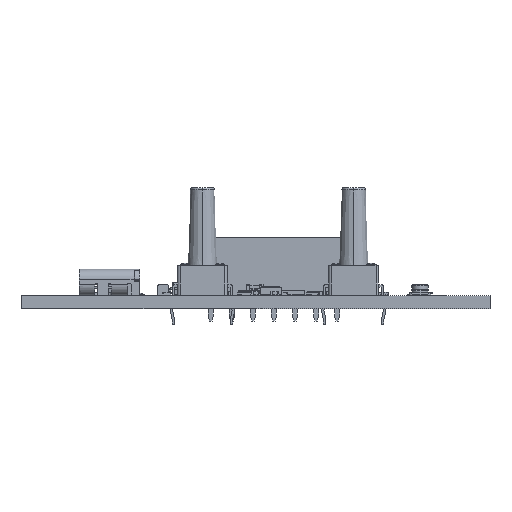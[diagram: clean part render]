
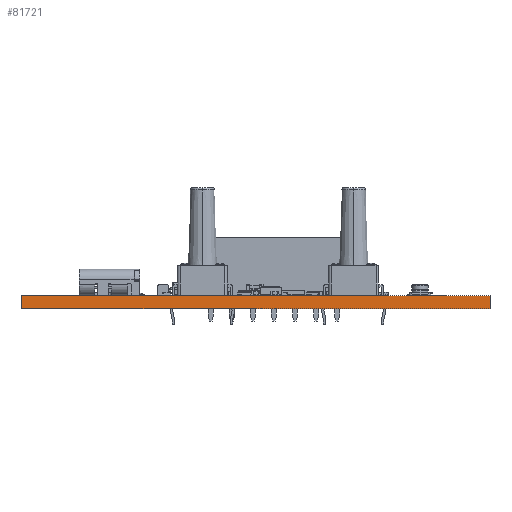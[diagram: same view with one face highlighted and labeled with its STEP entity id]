
A CAD part, front view. The second image highlights one B-rep face of the part: STEP entity #81721.
In plain terms, the highlighted planar face has unit normal (0, -1, 0).
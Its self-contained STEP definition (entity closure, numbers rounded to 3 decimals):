
#81721 = ADVANCED_FACE('',(#81722),#81756,.T.);
#81722 = FACE_BOUND('',#81723,.T.);
#81723 = EDGE_LOOP('',(#81724,#81734,#81742,#81750));
#81724 = ORIENTED_EDGE('',*,*,#81725,.T.);
#81725 = EDGE_CURVE('',#81726,#81728,#81730,.T.);
#81726 = VERTEX_POINT('',#81727);
#81727 = CARTESIAN_POINT('',(183.45,-129.41,0.));
#81728 = VERTEX_POINT('',#81729);
#81729 = CARTESIAN_POINT('',(183.45,-129.41,1.584));
#81730 = LINE('',#81731,#81732);
#81731 = CARTESIAN_POINT('',(183.45,-129.41,0.));
#81732 = VECTOR('',#81733,1.);
#81733 = DIRECTION('',(0.,0.,1.));
#81734 = ORIENTED_EDGE('',*,*,#81735,.T.);
#81735 = EDGE_CURVE('',#81728,#81736,#81738,.T.);
#81736 = VERTEX_POINT('',#81737);
#81737 = CARTESIAN_POINT('',(126.98,-129.41,1.584));
#81738 = LINE('',#81739,#81740);
#81739 = CARTESIAN_POINT('',(183.45,-129.41,1.584));
#81740 = VECTOR('',#81741,1.);
#81741 = DIRECTION('',(-1.,0.,0.));
#81742 = ORIENTED_EDGE('',*,*,#81743,.F.);
#81743 = EDGE_CURVE('',#81744,#81736,#81746,.T.);
#81744 = VERTEX_POINT('',#81745);
#81745 = CARTESIAN_POINT('',(126.98,-129.41,0.));
#81746 = LINE('',#81747,#81748);
#81747 = CARTESIAN_POINT('',(126.98,-129.41,0.));
#81748 = VECTOR('',#81749,1.);
#81749 = DIRECTION('',(0.,0.,1.));
#81750 = ORIENTED_EDGE('',*,*,#81751,.F.);
#81751 = EDGE_CURVE('',#81726,#81744,#81752,.T.);
#81752 = LINE('',#81753,#81754);
#81753 = CARTESIAN_POINT('',(183.45,-129.41,0.));
#81754 = VECTOR('',#81755,1.);
#81755 = DIRECTION('',(-1.,0.,0.));
#81756 = PLANE('',#81757);
#81757 = AXIS2_PLACEMENT_3D('',#81758,#81759,#81760);
#81758 = CARTESIAN_POINT('',(183.45,-129.41,0.));
#81759 = DIRECTION('',(0.,-1.,0.));
#81760 = DIRECTION('',(-1.,0.,0.));
